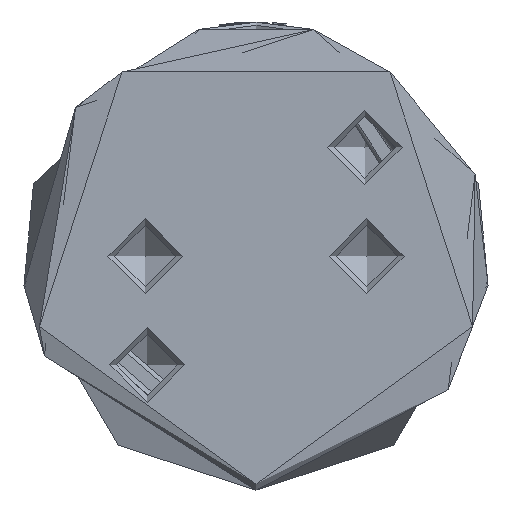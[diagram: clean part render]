
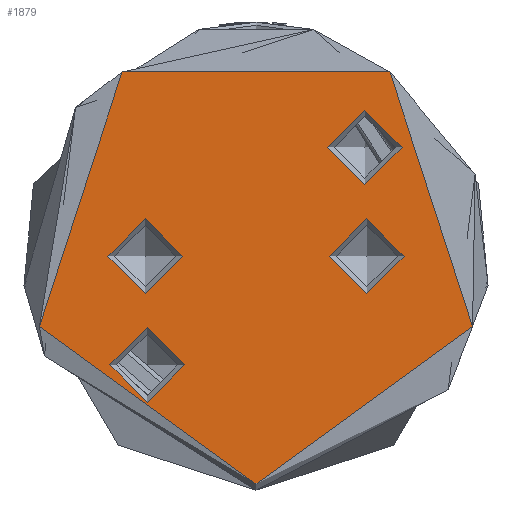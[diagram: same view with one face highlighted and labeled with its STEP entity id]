
A CAD part, front view. The second image highlights one B-rep face of the part: STEP entity #1879.
In plain terms, the highlighted face is planar.
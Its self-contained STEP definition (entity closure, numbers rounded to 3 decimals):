
#46 = CIRCLE ( 'NONE', #252, 3.025 ) ;
#78 = FACE_BOUND ( 'NONE', #708, .T. ) ;
#93 = DIRECTION ( 'NONE',  ( -1., 0., 0. ) ) ;
#252 = AXIS2_PLACEMENT_3D ( 'NONE', #1558, #4483, #1970 ) ;
#412 = VERTEX_POINT ( 'NONE', #3438 ) ;
#528 = CARTESIAN_POINT ( 'NONE',  ( 11.864, -8.839, 0. ) ) ;
#708 = EDGE_LOOP ( 'NONE', ( #4158 ) ) ;
#761 = CARTESIAN_POINT ( 'NONE',  ( 0., 0., 0. ) ) ;
#964 = CARTESIAN_POINT ( 'NONE',  ( 0., -9., 0. ) ) ;
#1079 = EDGE_CURVE ( 'NONE', #4254, #4254, #4393, .T. ) ;
#1131 = DIRECTION ( 'NONE',  ( 0., 0., 1. ) ) ;
#1166 = DIRECTION ( 'NONE',  ( -1., 0., 0. ) ) ;
#1185 = FACE_BOUND ( 'NONE', #1747, .T. ) ;
#1249 = VERTEX_POINT ( 'NONE', #2622 ) ;
#1307 = FACE_BOUND ( 'NONE', #3531, .T. ) ;
#1313 = CARTESIAN_POINT ( 'NONE',  ( 3.025, 9., 0. ) ) ;
#1314 = CARTESIAN_POINT ( 'NONE',  ( 0., 9., 0. ) ) ;
#1355 = CARTESIAN_POINT ( 'NONE',  ( -5.814, 8.839, 0. ) ) ;
#1381 = DIRECTION ( 'NONE',  ( 1., 0., 0. ) ) ;
#1402 = EDGE_LOOP ( 'NONE', ( #2303 ) ) ;
#1442 = ORIENTED_EDGE ( 'NONE', *, *, #5010, .F. ) ;
#1522 = VERTEX_POINT ( 'NONE', #528 ) ;
#1558 = CARTESIAN_POINT ( 'NONE',  ( -8.839, 8.839, 0. ) ) ;
#1721 = DIRECTION ( 'NONE',  ( 1., 0., 0. ) ) ;
#1747 = EDGE_LOOP ( 'NONE', ( #1442 ) ) ;
#1879 = ADVANCED_FACE ( 'NONE', ( #1307, #78, #1185, #3407, #4387 ), #2155, .F. ) ;
#1970 = DIRECTION ( 'NONE',  ( 1., 0., 0. ) ) ;
#2084 = EDGE_LOOP ( 'NONE', ( #3009 ) ) ;
#2155 = PLANE ( 'NONE',  #3298 ) ;
#2303 = ORIENTED_EDGE ( 'NONE', *, *, #4129, .T. ) ;
#2365 = AXIS2_PLACEMENT_3D ( 'NONE', #964, #3874, #1381 ) ;
#2498 = VERTEX_POINT ( 'NONE', #1355 ) ;
#2587 = DIRECTION ( 'NONE',  ( 0., 0., -1. ) ) ;
#2622 = CARTESIAN_POINT ( 'NONE',  ( 3.025, -9., 0. ) ) ;
#2974 = ORIENTED_EDGE ( 'NONE', *, *, #4647, .F. ) ;
#2998 = CIRCLE ( 'NONE', #3780, 18.5 ) ;
#3009 = ORIENTED_EDGE ( 'NONE', *, *, #4040, .F. ) ;
#3063 = CIRCLE ( 'NONE', #2365, 3.025 ) ;
#3298 = AXIS2_PLACEMENT_3D ( 'NONE', #4678, #2587, #93 ) ;
#3407 = FACE_BOUND ( 'NONE', #2084, .T. ) ;
#3438 = CARTESIAN_POINT ( 'NONE',  ( -18.5, 0., 0. ) ) ;
#3521 = AXIS2_PLACEMENT_3D ( 'NONE', #3635, #1131, #4041 ) ;
#3531 = EDGE_LOOP ( 'NONE', ( #2974 ) ) ;
#3612 = AXIS2_PLACEMENT_3D ( 'NONE', #1314, #4223, #1721 ) ;
#3635 = CARTESIAN_POINT ( 'NONE',  ( 8.839, -8.839, 0. ) ) ;
#3673 = DIRECTION ( 'NONE',  ( 0., 0., 1. ) ) ;
#3780 = AXIS2_PLACEMENT_3D ( 'NONE', #761, #3673, #1166 ) ;
#3874 = DIRECTION ( 'NONE',  ( 0., 0., 1. ) ) ;
#3960 = CIRCLE ( 'NONE', #3521, 3.025 ) ;
#4040 = EDGE_CURVE ( 'NONE', #1522, #1522, #3960, .T. ) ;
#4041 = DIRECTION ( 'NONE',  ( 1., 0., 0. ) ) ;
#4129 = EDGE_CURVE ( 'NONE', #412, #412, #2998, .T. ) ;
#4158 = ORIENTED_EDGE ( 'NONE', *, *, #1079, .F. ) ;
#4223 = DIRECTION ( 'NONE',  ( 0., 0., 1. ) ) ;
#4254 = VERTEX_POINT ( 'NONE', #1313 ) ;
#4387 = FACE_OUTER_BOUND ( 'NONE', #1402, .T. ) ;
#4393 = CIRCLE ( 'NONE', #3612, 3.025 ) ;
#4483 = DIRECTION ( 'NONE',  ( 0., 0., 1. ) ) ;
#4647 = EDGE_CURVE ( 'NONE', #2498, #2498, #46, .T. ) ;
#4678 = CARTESIAN_POINT ( 'NONE',  ( 0., 19., 0. ) ) ;
#5010 = EDGE_CURVE ( 'NONE', #1249, #1249, #3063, .T. ) ;
